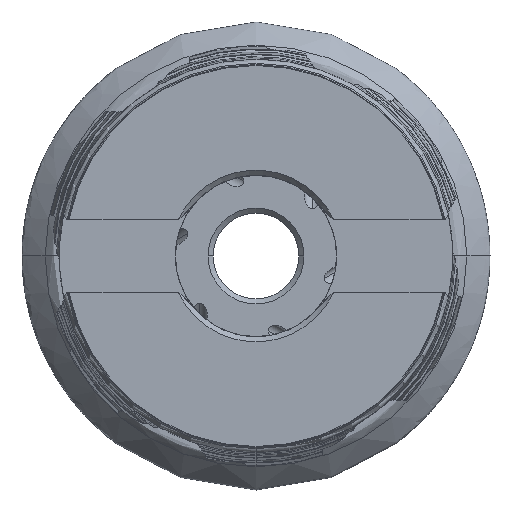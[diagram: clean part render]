
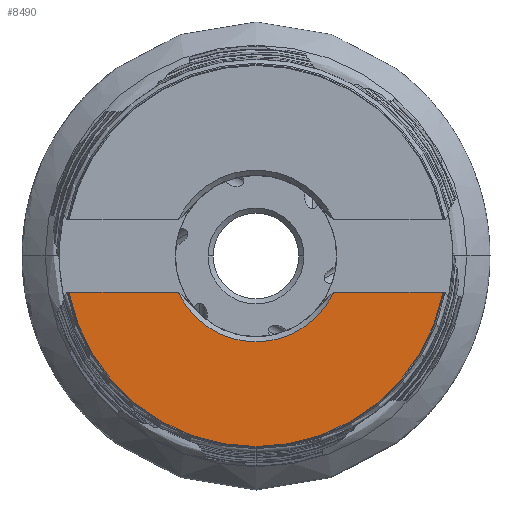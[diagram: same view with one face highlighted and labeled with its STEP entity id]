
A CAD part, left-side view. The second image highlights one B-rep face of the part: STEP entity #8490.
In plain terms, the highlighted planar face has unit normal (-1, 0, 0).
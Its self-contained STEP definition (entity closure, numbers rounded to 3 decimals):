
#114 = CIRCLE ( 'NONE', #6837, 37.79 ) ;
#786 = FACE_OUTER_BOUND ( 'NONE', #4953, .T. ) ;
#2293 = CARTESIAN_POINT ( 'NONE',  ( -48.5, 15.428, -7.2 ) ) ;
#2294 = CARTESIAN_POINT ( 'NONE',  ( -48.5, 37.098, -7.2 ) ) ;
#2324 = CARTESIAN_POINT ( 'NONE',  ( -48.5, -15.428, -7.2 ) ) ;
#2575 = CARTESIAN_POINT ( 'NONE',  ( -48.5, 0., -37.79 ) ) ;
#2599 = CARTESIAN_POINT ( 'NONE',  ( -48.5, -37.098, -7.2 ) ) ;
#3854 = CARTESIAN_POINT ( 'NONE',  ( -48.5, 0., 0. ) ) ;
#3855 = DIRECTION ( 'NONE',  ( 1., 0., 0. ) ) ;
#3856 = DIRECTION ( 'NONE',  ( 0., 0., -1. ) ) ;
#4953 = EDGE_LOOP ( 'NONE', ( #5203, #5204, #5205, #5206, #5207 ) ) ;
#5203 = ORIENTED_EDGE ( 'NONE', *, *, #5557, .F. ) ;
#5204 = ORIENTED_EDGE ( 'NONE', *, *, #5555, .F. ) ;
#5205 = ORIENTED_EDGE ( 'NONE', *, *, #5843, .F. ) ;
#5206 = ORIENTED_EDGE ( 'NONE', *, *, #5558, .F. ) ;
#5207 = ORIENTED_EDGE ( 'NONE', *, *, #5559, .T. ) ;
#5555 = EDGE_CURVE ( 'NONE', #7468, #7178, #8143, .T. ) ;
#5557 = EDGE_CURVE ( 'NONE', #7178, #7177, #8142, .T. ) ;
#5558 = EDGE_CURVE ( 'NONE', #7209, #7492, #8141, .T. ) ;
#5559 = EDGE_CURVE ( 'NONE', #7209, #7177, #8144, .T. ) ;
#5843 = EDGE_CURVE ( 'NONE', #7492, #7468, #114, .T. ) ;
#6780 = AXIS2_PLACEMENT_3D ( 'NONE', #9587, #9588, #9589 ) ;
#6781 = AXIS2_PLACEMENT_3D ( 'NONE', #9602, #9603, #9604 ) ;
#6837 = AXIS2_PLACEMENT_3D ( 'NONE', #3854, #3855, #3856 ) ;
#7177 = VERTEX_POINT ( 'NONE', #2293 ) ;
#7178 = VERTEX_POINT ( 'NONE', #2294 ) ;
#7209 = VERTEX_POINT ( 'NONE', #2324 ) ;
#7468 = VERTEX_POINT ( 'NONE', #2575 ) ;
#7492 = VERTEX_POINT ( 'NONE', #2599 ) ;
#8139 = VECTOR ( 'NONE', #9595, 1000. ) ;
#8141 = LINE ( 'NONE', #9596, #8146 ) ;
#8142 = LINE ( 'NONE', #9590, #8139 ) ;
#8143 = CIRCLE ( 'NONE', #6780, 37.79 ) ;
#8144 = CIRCLE ( 'NONE', #6781, 17.025 ) ;
#8146 = VECTOR ( 'NONE', #9598, 1000. ) ;
#8490 = ADVANCED_FACE ( 'NONE', ( #786 ), #12761, .T. ) ;
#9587 = CARTESIAN_POINT ( 'NONE',  ( -48.5, 0., 0. ) ) ;
#9588 = DIRECTION ( 'NONE',  ( 1., 0., 0. ) ) ;
#9589 = DIRECTION ( 'NONE',  ( 0., 0., -1. ) ) ;
#9590 = CARTESIAN_POINT ( 'NONE',  ( -48.5, 37.79, -7.2 ) ) ;
#9595 = DIRECTION ( 'NONE',  ( 0., -1., 0. ) ) ;
#9596 = CARTESIAN_POINT ( 'NONE',  ( -48.5, 37.79, -7.2 ) ) ;
#9598 = DIRECTION ( 'NONE',  ( 0., -1., 0. ) ) ;
#9602 = CARTESIAN_POINT ( 'NONE',  ( -48.5, 0., 0. ) ) ;
#9603 = DIRECTION ( 'NONE',  ( 1., 0., 0. ) ) ;
#9604 = DIRECTION ( 'NONE',  ( 0., 1., 0. ) ) ;
#11697 = AXIS2_PLACEMENT_3D ( 'NONE', #12712, #12763, #12764 ) ;
#12712 = CARTESIAN_POINT ( 'NONE',  ( -48.5, 37.79, 0. ) ) ;
#12761 = PLANE ( 'NONE',  #11697 ) ;
#12763 = DIRECTION ( 'NONE',  ( -1., 0., 0. ) ) ;
#12764 = DIRECTION ( 'NONE',  ( 0., 0., 1. ) ) ;
